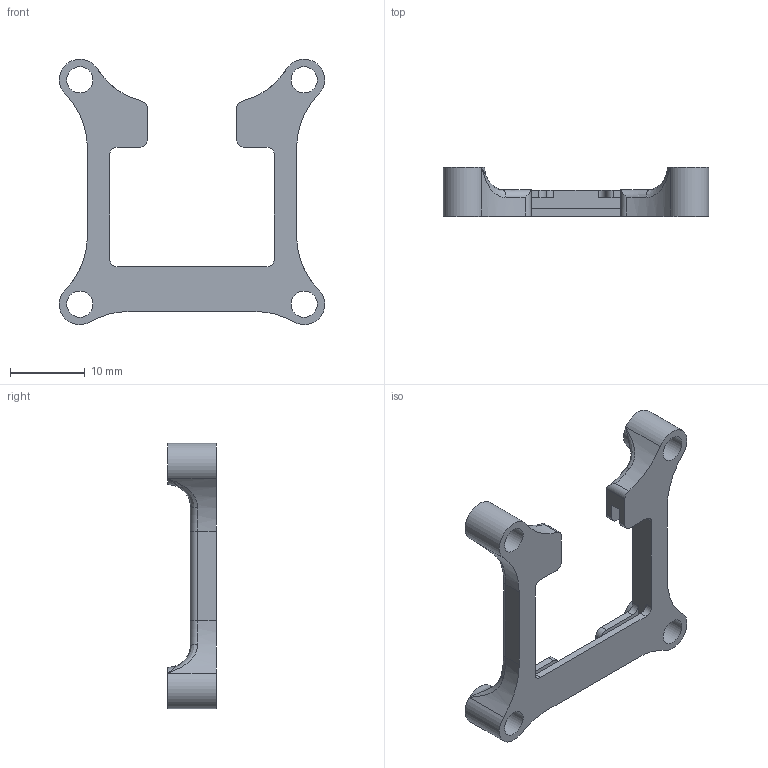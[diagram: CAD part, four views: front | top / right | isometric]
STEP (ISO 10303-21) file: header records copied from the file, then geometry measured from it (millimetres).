
FILE_DESCRIPTION(/* description */ (''),/* implementation_level */ '2;1');
FILE_NAME(/* name */ 'osdmount.step',/* time_stamp */ '2018-08-14T11:46:25+02:00',/* author */ ('account-autodeskZK8T7'),/* organization */ (''),/* preprocessor_version */ 'ST-DEVELOPER v17',/* originating_system */ 'Autodesk Translation Framework v7.1.0.215',/* authorisation */ '');
FILE_SCHEMA (('AUTOMOTIVE_DESIGN { 1 0 10303 214 3 1 1 }'));
Length unit declared in the file: millimetre
Products named in the file (1): osdmount
Bounding box: 35.49 x 6.5 x 35.5 mm (x, y, z)
Volume: 1598.9 mm3; surface area: 2201.6 mm2
Topology: 1 solids, 1 shells, 87 faces, 233 edges, 140 vertices
Faces by surface type: cylinder 37, plane 30, torus 12, bspline 8
Full cylindrical faces by diameter (mm): 3.5 x4
Entity records: 3288 total; most frequent: CARTESIAN_POINT 1101, DIRECTION 461, ORIENTED_EDGE 450, EDGE_CURVE 225, AXIS2_PLACEMENT_3D 176, VERTEX_POINT 140, LINE 109, VECTOR 109
